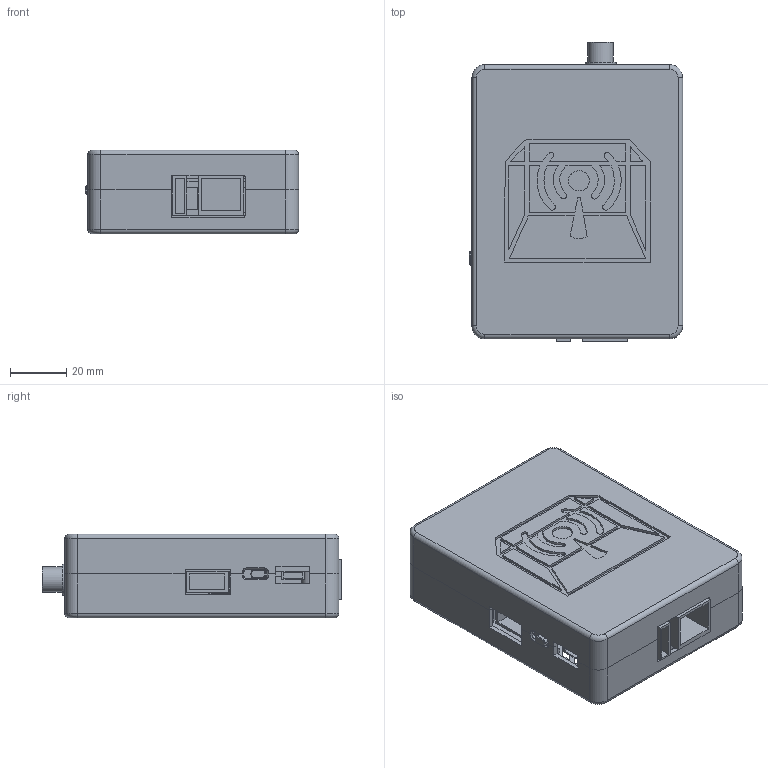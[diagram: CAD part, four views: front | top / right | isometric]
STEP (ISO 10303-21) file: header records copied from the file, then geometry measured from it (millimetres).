
FILE_DESCRIPTION(/* description */ (''),/* implementation_level */ '2;1');
FILE_NAME(/* name */ 'ConnectBox v27.step',/* time_stamp */ '2018-02-05T16:12:21-07:00',/* author */ ('hans.w.wilson'),/* organization */ (''),/* preprocessor_version */ 'ST-DEVELOPER v16.13',/* originating_system */ 'Autodesk Translation Framework v6.5.0.72',/* authorisation */ '');
FILE_SCHEMA (('AUTOMOTIVE_DESIGN { 1 0 10303 214 3 1 1 }'));
Length unit declared in the file: millimetre
Products named in the file (8): ConnectBox; HAT_V3; WiFi_2; NEO_2; Bat_3400mAh; Case_Top; Case_Bottom; Case_Switch
Assembly tree (7 placements, depth 2):
  ConnectBox
    HAT_V3
    WiFi_2
    NEO_2
    Bat_3400mAh
    Case_Top
    Case_Bottom
    Case_Switch
Bounding box: 75.6 x 106.02 x 29.7 mm (x, y, z)
Volume: 95480.2 mm3; surface area: 89364.4 mm2
Topology: 25 solids, 25 shells, 1134 faces, 3226 edges, 2223 vertices
Faces by surface type: plane 822, bspline 199, cylinder 93, cone 12, torus 8
Full cylindrical faces by diameter (mm): 2.5 x3, 3 x7, 6 x3, 9 x1, 11 x1
Entity records: 39323 total; most frequent: CARTESIAN_POINT 10893, ORIENTED_EDGE 6452, DIRECTION 4640, EDGE_CURVE 3226, LINE 2340, VECTOR 2340, VERTEX_POINT 2223, EDGE_LOOP 1277
